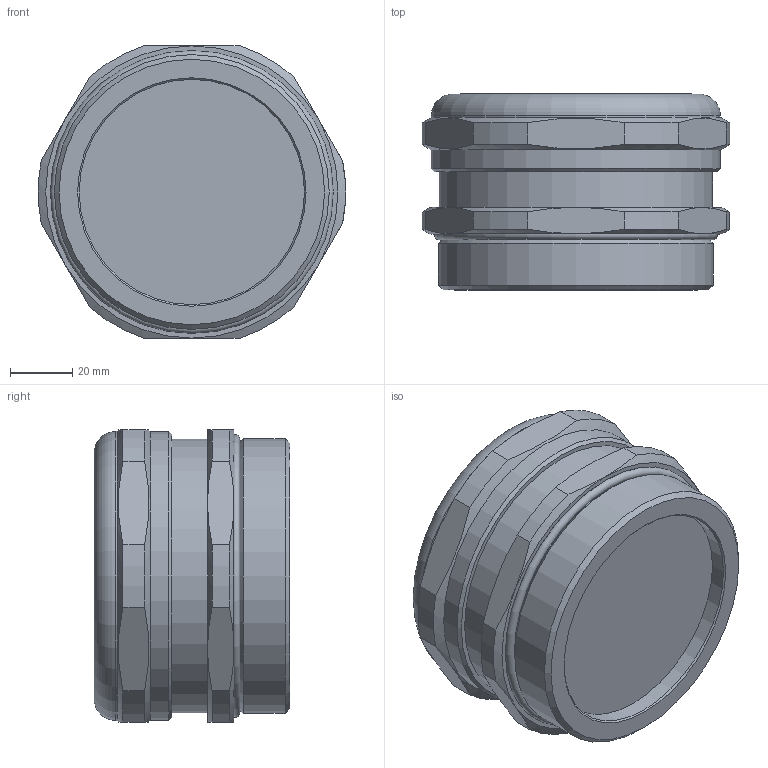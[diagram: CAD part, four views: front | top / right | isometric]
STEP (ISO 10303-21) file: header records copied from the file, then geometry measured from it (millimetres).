
FILE_DESCRIPTION(/* description */ (''),/* implementation_level */ '2;1');
FILE_NAME(/* name */ '',/* time_stamp */ '2025-07-03T14:49:51+07:00',/* author */ ('zeta-86'),/* organization */ (''),/* preprocessor_version */ 'ST-DEVELOPER v19.2',/* originating_system */ 'Autodesk Inventor 2024',/* authorisation */ '');
FILE_SCHEMA (('AUTOMOTIVE_DESIGN { 1 0 10303 214 3 1 1 }'));
Length unit declared in the file: millimetre
Products named in the file (1): Деталь1
Bounding box: 98.89 x 63 x 94 mm (x, y, z)
Volume: 385839.8 mm3; surface area: 35599.6 mm2
Topology: 1 solids, 1 shells, 60 faces, 145 edges, 92 vertices
Faces by surface type: plane 19, cylinder 19, cone 19, torus 3
Full cylindrical faces by diameter (mm): 72 x1, 72.5 x1, 85.4 x1, 88 x1, 88.4 x1, 93 x2
Entity records: 1775 total; most frequent: CARTESIAN_POINT 370, DIRECTION 302, ORIENTED_EDGE 290, EDGE_CURVE 145, AXIS2_PLACEMENT_3D 132, VERTEX_POINT 92, CIRCLE 71, EDGE_LOOP 65
